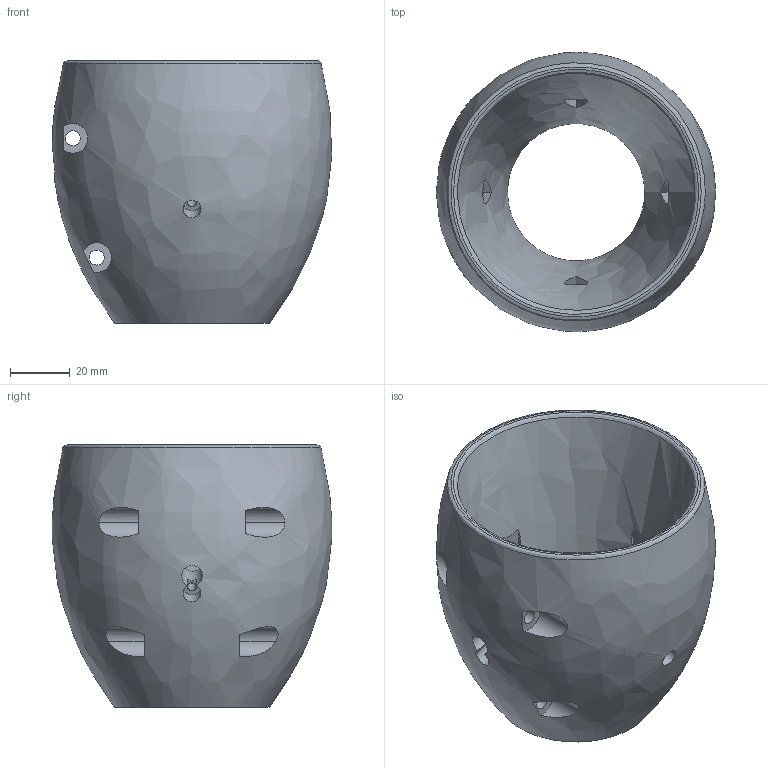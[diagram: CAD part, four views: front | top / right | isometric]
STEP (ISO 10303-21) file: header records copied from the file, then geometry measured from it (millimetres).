
FILE_DESCRIPTION(('FreeCAD Model'),'2;1');
FILE_NAME('Exterior.step','2015-04-04T18:51:42',('FreeCAD'),('FreeCAD'), 'Open CASCADE STEP processor 6.7','FreeCAD','Unknown');
FILE_SCHEMA(('AUTOMOTIVE_DESIGN_CC2 { 1 2 10303 214 -1 1 5 4 }'));
Length unit declared in the file: millimetre
Products named in the file (1): Exterior
Bounding box: 93.66 x 93.58 x 88 mm (x, y, z)
Volume: 228650.9 mm3; surface area: 45103.6 mm2
Topology: 1 solids, 1 shells, 46 faces, 111 edges, 75 vertices
Faces by surface type: cylinder 20, plane 14, bspline 12
Full cylindrical faces by diameter (mm): 3 x4, 5 x2, 6 x3, 7 x1
Entity records: 9192 total; most frequent: CARTESIAN_POINT 7239, DIRECTION 239, ORIENTED_EDGE 222, PCURVE 222, DEFINITIONAL_REPRESENTATION 222, B_SPLINE_CURVE_WITH_KNOTS 181, EDGE_CURVE 111, SURFACE_CURVE 95
